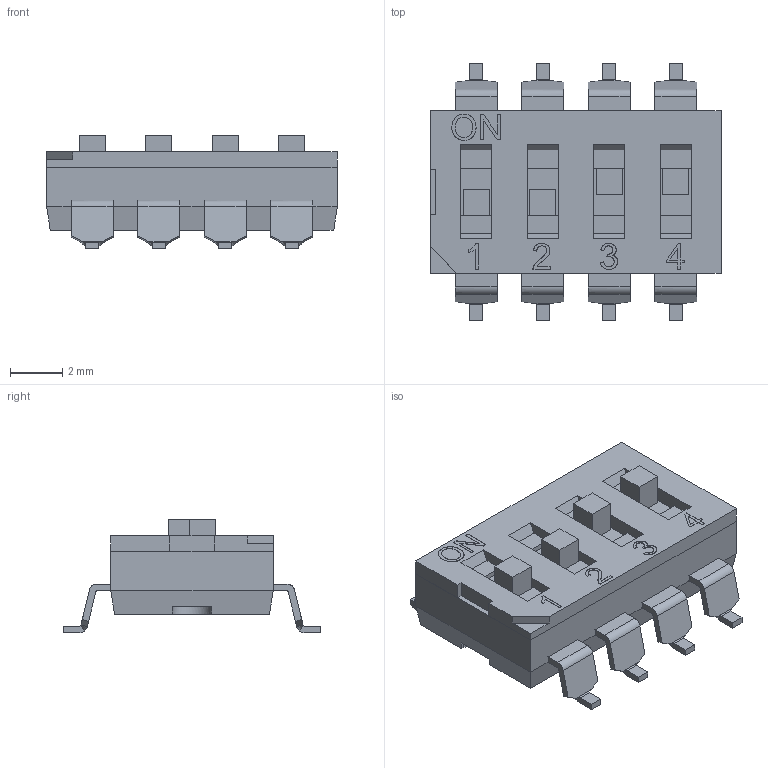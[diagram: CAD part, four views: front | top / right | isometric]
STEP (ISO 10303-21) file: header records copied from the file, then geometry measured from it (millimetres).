
FILE_DESCRIPTION(/* description */ (''),/* implementation_level */ '2;1');
FILE_NAME(/* name */ 'DIPSWI~3',/* time_stamp */ '2016-12-28T09:27:33+01:00',/* author */ (''),/* organization */ (''),/* preprocessor_version */ 'ST-DEVELOPER v14',/* originating_system */ '',/* authorisation */ '');
FILE_SCHEMA (('AUTOMOTIVE_DESIGN'));
Length unit declared in the file: millimetre
Products named in the file (1): Document
Bounding box: 11.1 x 9.8 x 4.32 mm (x, y, z)
Volume: 17.2 mm3; surface area: 776.6 mm2
Topology: 8 solids, 34 shells, 782 faces, 2247 edges, 1505 vertices
Faces by surface type: plane 569, bspline 213
Entity records: 26444 total; most frequent: CARTESIAN_POINT 11896, ORIENTED_EDGE 4328, EDGE_CURVE 2247, B_SPLINE_CURVE_WITH_KNOTS 1877, VERTEX_POINT 1505, EDGE_LOOP 836, ADVANCED_FACE 782, FACE_OUTER_BOUND 782
